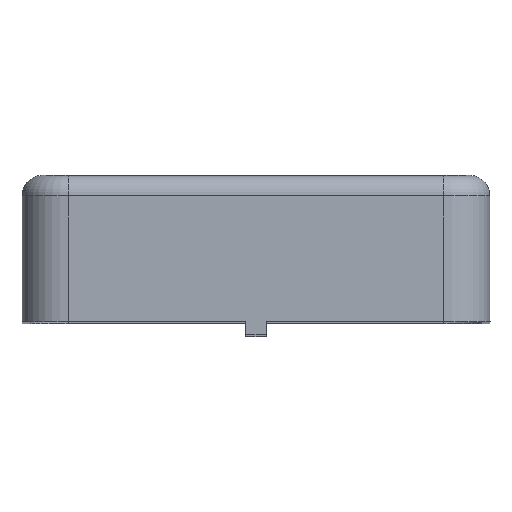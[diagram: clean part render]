
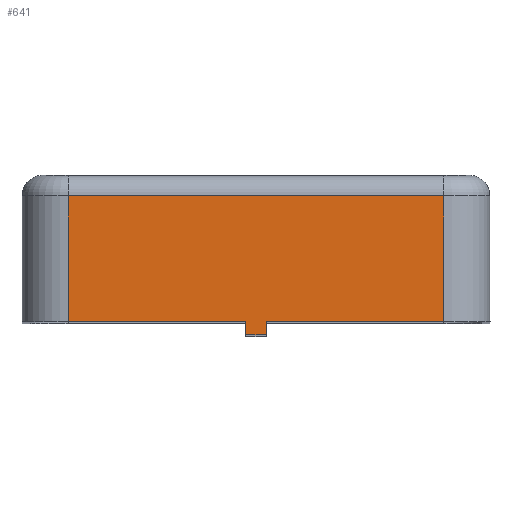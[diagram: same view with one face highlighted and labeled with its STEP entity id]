
A CAD part, top view. The second image highlights one B-rep face of the part: STEP entity #641.
In plain terms, the highlighted planar face has unit normal (0, 0, 1).
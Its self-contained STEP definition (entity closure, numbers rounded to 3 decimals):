
#22 = CARTESIAN_POINT ( 'NONE',  ( 7.3, -0.8, 22.4 ) ) ;
#93 = EDGE_CURVE ( 'NONE', #699, #485, #99, .T. ) ;
#99 = LINE ( 'NONE', #290, #1552 ) ;
#180 = EDGE_CURVE ( 'NONE', #395, #1206, #1159, .T. ) ;
#184 = DIRECTION ( 'NONE',  ( 1., 0., 0. ) ) ;
#206 = EDGE_CURVE ( 'NONE', #395, #355, #1802, .T. ) ;
#226 = CARTESIAN_POINT ( 'NONE',  ( -0.4, -6.2, 22.4 ) ) ;
#246 = EDGE_CURVE ( 'NONE', #1206, #2483, #2445, .T. ) ;
#289 = DIRECTION ( 'NONE',  ( 0., -1., 0. ) ) ;
#290 = CARTESIAN_POINT ( 'NONE',  ( 0.4, -6.2, 22.4 ) ) ;
#355 = VERTEX_POINT ( 'NONE', #2003 ) ;
#391 = EDGE_CURVE ( 'NONE', #699, #1716, #508, .T. ) ;
#395 = VERTEX_POINT ( 'NONE', #2925 ) ;
#449 = DIRECTION ( 'NONE',  ( -1., 0., 0. ) ) ;
#485 = VERTEX_POINT ( 'NONE', #2159 ) ;
#486 = CARTESIAN_POINT ( 'NONE',  ( -0.4, -6.2, 22.4 ) ) ;
#494 = CARTESIAN_POINT ( 'NONE',  ( -7.3, 0., 22.4 ) ) ;
#508 = LINE ( 'NONE', #226, #2870 ) ;
#630 = EDGE_CURVE ( 'NONE', #355, #1459, #2663, .T. ) ;
#633 = CARTESIAN_POINT ( 'NONE',  ( -0.4, -5.7, 22.4 ) ) ;
#641 = ADVANCED_FACE ( 'NONE', ( #2368 ), #2422, .T. ) ;
#652 = ORIENTED_EDGE ( 'NONE', *, *, #2106, .F. ) ;
#699 = VERTEX_POINT ( 'NONE', #1638 ) ;
#927 = EDGE_CURVE ( 'NONE', #485, #2483, #1612, .T. ) ;
#1006 = VECTOR ( 'NONE', #184, 1000. ) ;
#1016 = ORIENTED_EDGE ( 'NONE', *, *, #180, .F. ) ;
#1052 = ORIENTED_EDGE ( 'NONE', *, *, #927, .T. ) ;
#1055 = CARTESIAN_POINT ( 'NONE',  ( -7.3, 0., 22.4 ) ) ;
#1072 = VECTOR ( 'NONE', #1887, 1000. ) ;
#1159 = LINE ( 'NONE', #1948, #2269 ) ;
#1206 = VERTEX_POINT ( 'NONE', #22 ) ;
#1215 = CARTESIAN_POINT ( 'NONE',  ( 7.3, 0., 22.4 ) ) ;
#1267 = ORIENTED_EDGE ( 'NONE', *, *, #246, .F. ) ;
#1282 = CARTESIAN_POINT ( 'NONE',  ( -7.3, -5.7, 22.4 ) ) ;
#1330 = CARTESIAN_POINT ( 'NONE',  ( 7.3, -5.7, 22.4 ) ) ;
#1409 = ORIENTED_EDGE ( 'NONE', *, *, #391, .F. ) ;
#1448 = AXIS2_PLACEMENT_3D ( 'NONE', #494, #2331, #289 ) ;
#1458 = DIRECTION ( 'NONE',  ( 0., -1., 0. ) ) ;
#1459 = VERTEX_POINT ( 'NONE', #633 ) ;
#1472 = DIRECTION ( 'NONE',  ( 0., 1., 0. ) ) ;
#1552 = VECTOR ( 'NONE', #1472, 1000. ) ;
#1565 = ORIENTED_EDGE ( 'NONE', *, *, #206, .T. ) ;
#1601 = ORIENTED_EDGE ( 'NONE', *, *, #93, .T. ) ;
#1612 = LINE ( 'NONE', #1747, #1006 ) ;
#1638 = CARTESIAN_POINT ( 'NONE',  ( 0.4, -6.2, 22.4 ) ) ;
#1700 = CARTESIAN_POINT ( 'NONE',  ( -0.4, -6.2, 22.4 ) ) ;
#1716 = VERTEX_POINT ( 'NONE', #486 ) ;
#1724 = LINE ( 'NONE', #1700, #1072 ) ;
#1747 = CARTESIAN_POINT ( 'NONE',  ( -7.3, -5.7, 22.4 ) ) ;
#1802 = LINE ( 'NONE', #1055, #2765 ) ;
#1887 = DIRECTION ( 'NONE',  ( 0., 1., 0. ) ) ;
#1948 = CARTESIAN_POINT ( 'NONE',  ( -7.3, -0.8, 22.4 ) ) ;
#2003 = CARTESIAN_POINT ( 'NONE',  ( -7.3, -5.7, 22.4 ) ) ;
#2106 = EDGE_CURVE ( 'NONE', #1716, #1459, #1724, .T. ) ;
#2112 = EDGE_LOOP ( 'NONE', ( #2740, #652, #1409, #1601, #1052, #1267, #1016, #1565 ) ) ;
#2159 = CARTESIAN_POINT ( 'NONE',  ( 0.4, -5.7, 22.4 ) ) ;
#2269 = VECTOR ( 'NONE', #2879, 1000. ) ;
#2296 = VECTOR ( 'NONE', #2662, 1000. ) ;
#2331 = DIRECTION ( 'NONE',  ( 0., 0., 1. ) ) ;
#2368 = FACE_OUTER_BOUND ( 'NONE', #2112, .T. ) ;
#2422 = PLANE ( 'NONE',  #1448 ) ;
#2445 = LINE ( 'NONE', #1215, #2630 ) ;
#2483 = VERTEX_POINT ( 'NONE', #1330 ) ;
#2630 = VECTOR ( 'NONE', #1458, 1000. ) ;
#2662 = DIRECTION ( 'NONE',  ( 1., 0., 0. ) ) ;
#2663 = LINE ( 'NONE', #1282, #2296 ) ;
#2665 = DIRECTION ( 'NONE',  ( 0., -1., 0. ) ) ;
#2740 = ORIENTED_EDGE ( 'NONE', *, *, #630, .T. ) ;
#2765 = VECTOR ( 'NONE', #2665, 1000. ) ;
#2870 = VECTOR ( 'NONE', #449, 1000. ) ;
#2879 = DIRECTION ( 'NONE',  ( 1., 0., 0. ) ) ;
#2925 = CARTESIAN_POINT ( 'NONE',  ( -7.3, -0.8, 22.4 ) ) ;
